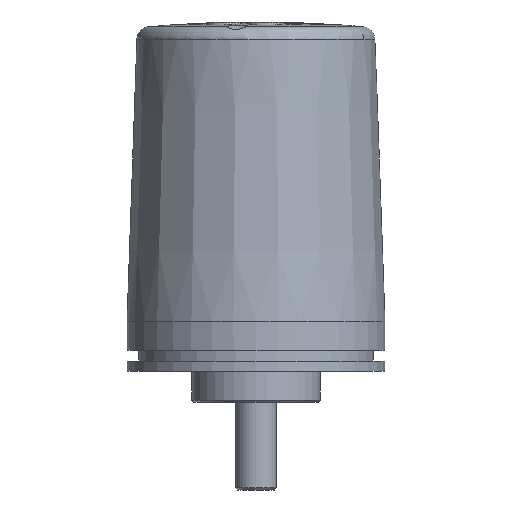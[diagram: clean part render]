
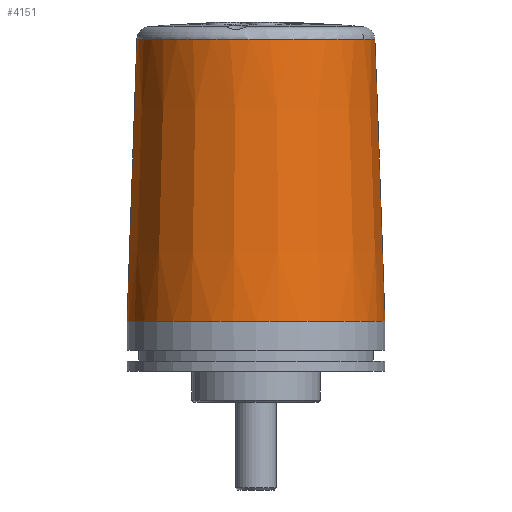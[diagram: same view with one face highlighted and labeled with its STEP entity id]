
A CAD part, left-side view. The second image highlights one B-rep face of the part: STEP entity #4151.
In plain terms, the highlighted conical face has half-angle 2 degrees and reference radius 30.488 mm.
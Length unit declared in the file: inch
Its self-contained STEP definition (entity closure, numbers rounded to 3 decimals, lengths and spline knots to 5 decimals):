
#330=CARTESIAN_POINT('',(1.2299,-0.22329,0.333));
#331=VERTEX_POINT('',#330);
#332=CARTESIAN_POINT('',(0.0,0.0,0.333));
#333=DIRECTION('',(0.0,0.0,-1.0));
#334=DIRECTION('',(-1.0,0.0,0.0));
#335=AXIS2_PLACEMENT_3D('',#332,#333,#334);
#336=CIRCLE('',#335,1.25);
#337=EDGE_CURVE('',#331,#331,#336,.T.);
#4031=CARTESIAN_POINT('',(0.0,0.0,1.75533));
#4032=DIRECTION('',(0.0,0.0,-1.0));
#4033=DIRECTION('',(-0.984,0.179,0.0));
#4034=AXIS2_PLACEMENT_3D('',#4031,#4032,#4033);
#4035=CONICAL_SURFACE('',#4034,1.20033,2.);
#4036=ORIENTED_EDGE('',*,*,#337,.F.);
#4037=EDGE_LOOP('',(#4036));
#4038=FACE_OUTER_BOUND('',#4037,.T.);
#4039=CARTESIAN_POINT('',(1.0678,-0.55477,1.66992));
#4040=VERTEX_POINT('',#4039);
#4041=CARTESIAN_POINT('',(1.19466,0.14402,1.66992));
#4042=VERTEX_POINT('',#4041);
#4043=CARTESIAN_POINT('',(0.,0.,1.66992));
#4044=DIRECTION('',(0.0,0.0,1.0));
#4045=DIRECTION('',(0.984,-0.179,0.0));
#4046=AXIS2_PLACEMENT_3D('',#4043,#4044,#4045);
#4047=CIRCLE('',#4046,1.20331);
#4048=EDGE_CURVE('',#4040,#4042,#4047,.T.);
#4049=ORIENTED_EDGE('',*,*,#4048,.F.);
#4050=CARTESIAN_POINT('',(1.0665,-0.55676,1.67638));
#4051=VERTEX_POINT('',#4050);
#4052=CARTESIAN_POINT('',(1.0665,-0.55678,1.67635));
#4053=CARTESIAN_POINT('',(1.06654,-0.5568,1.67498));
#4054=CARTESIAN_POINT('',(1.06668,-0.55663,1.67372));
#4055=CARTESIAN_POINT('',(1.06709,-0.556,1.67169));
#4056=CARTESIAN_POINT('',(1.06737,-0.55553,1.67083));
#4057=CARTESIAN_POINT('',(1.06772,-0.55491,1.67002));
#4058=CARTESIAN_POINT('',(1.06774,-0.55487,1.66999));
#4059=CARTESIAN_POINT('',(1.06779,-0.55479,1.66991));
#4060=B_SPLINE_CURVE_WITH_KNOTS('',3,(#4052,#4053,#4054,#4055,#4056,#4057,#4058,#4059),.UNSPECIFIED.,.F.,.U.,(4,2,2,4),(0.0,0.01047,0.01936,0.02016),.UNSPECIFIED.);
#4061=EDGE_CURVE('',#4051,#4040,#4060,.T.);
#4062=ORIENTED_EDGE('',*,*,#4061,.F.);
#4063=CARTESIAN_POINT('',(1.06621,-0.55668,1.685));
#4064=VERTEX_POINT('',#4063);
#4065=CARTESIAN_POINT('',(1.06621,-0.55668,1.685));
#4066=DIRECTION('',(0.033,-0.011,-0.999));
#4067=VECTOR('',#4066,0.00862);
#4068=LINE('',#4065,#4067);
#4069=EDGE_CURVE('',#4064,#4051,#4068,.T.);
#4070=ORIENTED_EDGE('',*,*,#4069,.F.);
#4071=CARTESIAN_POINT('',(1.02005,-0.54077,3.06702));
#4072=VERTEX_POINT('',#4071);
#4073=CARTESIAN_POINT('',(1.06621,-0.55668,1.685));
#4074=CARTESIAN_POINT('',(1.04288,-0.54868,2.38325));
#4075=CARTESIAN_POINT('',(1.02005,-0.54077,3.06702));
#4083=(BOUNDED_CURVE()B_SPLINE_CURVE(2,(#4073,#4074,#4075),.UNSPECIFIED.,.F.,.U.)B_SPLINE_CURVE_WITH_KNOTS((3,3),(0.0,3.50955),.UNSPECIFIED.)CURVE()GEOMETRIC_REPRESENTATION_ITEM()RATIONAL_B_SPLINE_CURVE((1.0,1.,1.))REPRESENTATION_ITEM(''));
#4084=EDGE_CURVE('',#4064,#4072,#4083,.T.);
#4085=ORIENTED_EDGE('',*,*,#4084,.T.);
#4086=CARTESIAN_POINT('',(1.02003,-0.54077,3.0676));
#4087=VERTEX_POINT('',#4086);
#4088=CARTESIAN_POINT('',(1.02003,-0.54077,3.0676));
#4089=CARTESIAN_POINT('',(1.02003,-0.54077,3.06741));
#4090=CARTESIAN_POINT('',(1.02004,-0.54077,3.06722));
#4091=CARTESIAN_POINT('',(1.02005,-0.54077,3.06702));
#4092=B_SPLINE_CURVE_WITH_KNOTS('',3,(#4088,#4089,#4090,#4091),.UNSPECIFIED.,.F.,.U.,(4,4),(0.99762,0.99968),.UNSPECIFIED.);
#4093=EDGE_CURVE('',#4087,#4072,#4092,.T.);
#4094=ORIENTED_EDGE('',*,*,#4093,.F.);
#4095=CARTESIAN_POINT('',(1.14502,0.14771,3.0676));
#4096=VERTEX_POINT('',#4095);
#4097=CARTESIAN_POINT('',(0.,0.,3.0676));
#4098=DIRECTION('',(0.0,0.0,1.0));
#4099=DIRECTION('',(-0.984,0.179,0.0));
#4100=AXIS2_PLACEMENT_3D('',#4097,#4098,#4099);
#4101=CIRCLE('',#4100,1.15451);
#4102=EDGE_CURVE('',#4096,#4087,#4101,.T.);
#4103=ORIENTED_EDGE('',*,*,#4102,.F.);
#4104=CARTESIAN_POINT('',(1.14504,0.1477,3.06702));
#4105=VERTEX_POINT('',#4104);
#4106=CARTESIAN_POINT('',(1.06411,0.78166,3.04289));
#4107=DIRECTION('',(-0.991,-0.128,-0.035));
#4108=DIRECTION('',(0.126,-0.991,0.04));
#4109=AXIS2_PLACEMENT_3D('',#4106,#4107,#4108);
#4110=ELLIPSE('',#4109,0.63958,0.15557);
#4111=EDGE_CURVE('',#4105,#4096,#4110,.T.);
#4112=ORIENTED_EDGE('',*,*,#4111,.F.);
#4113=CARTESIAN_POINT('',(1.19385,0.14637,1.685));
#4114=VERTEX_POINT('',#4113);
#4115=CARTESIAN_POINT('',(1.14504,0.1477,3.06702));
#4116=CARTESIAN_POINT('',(1.16919,0.14708,2.38325));
#4117=CARTESIAN_POINT('',(1.19385,0.14637,1.685));
#4125=(BOUNDED_CURVE()B_SPLINE_CURVE(2,(#4115,#4116,#4117),.UNSPECIFIED.,.F.,.U.)B_SPLINE_CURVE_WITH_KNOTS((3,3),(0.28417,3.79372),.UNSPECIFIED.)CURVE()GEOMETRIC_REPRESENTATION_ITEM()RATIONAL_B_SPLINE_CURVE((1.,1.,1.0))REPRESENTATION_ITEM(''));
#4126=EDGE_CURVE('',#4105,#4114,#4125,.T.);
#4127=ORIENTED_EDGE('',*,*,#4126,.T.);
#4128=CARTESIAN_POINT('',(1.19415,0.14635,1.67642));
#4129=VERTEX_POINT('',#4128);
#4130=CARTESIAN_POINT('',(1.19415,0.14636,1.67642));
#4131=DIRECTION('',(-0.035,0.001,0.999));
#4132=VECTOR('',#4131,0.00859);
#4133=LINE('',#4130,#4132);
#4134=EDGE_CURVE('',#4129,#4114,#4133,.T.);
#4135=ORIENTED_EDGE('',*,*,#4134,.F.);
#4136=CARTESIAN_POINT('',(1.19466,0.14402,1.66992));
#4137=CARTESIAN_POINT('',(1.19465,0.1441,1.66999));
#4138=CARTESIAN_POINT('',(1.19464,0.14416,1.67005));
#4139=CARTESIAN_POINT('',(1.19458,0.14453,1.67045));
#4140=CARTESIAN_POINT('',(1.19453,0.14484,1.67084));
#4141=CARTESIAN_POINT('',(1.19443,0.1454,1.67179));
#4142=CARTESIAN_POINT('',(1.19439,0.14561,1.67228));
#4143=CARTESIAN_POINT('',(1.19427,0.14616,1.67384));
#4144=CARTESIAN_POINT('',(1.1942,0.14636,1.67506));
#4145=CARTESIAN_POINT('',(1.19415,0.14636,1.6764));
#4146=B_SPLINE_CURVE_WITH_KNOTS('',3,(#4136,#4137,#4138,#4139,#4140,#4141,#4142,#4143,#4144,#4145),.UNSPECIFIED.,.F.,.U.,(4,2,2,2,4),(-0.00079,0.0,0.00337,0.00647,0.01307),.UNSPECIFIED.);
#4147=EDGE_CURVE('',#4042,#4129,#4146,.T.);
#4148=ORIENTED_EDGE('',*,*,#4147,.F.);
#4149=EDGE_LOOP('',(#4049,#4062,#4070,#4085,#4094,#4103,#4112,#4127,#4135,#4148));
#4150=FACE_BOUND('',#4149,.T.);
#4151=ADVANCED_FACE('',(#4038,#4150),#4035,.T.);
